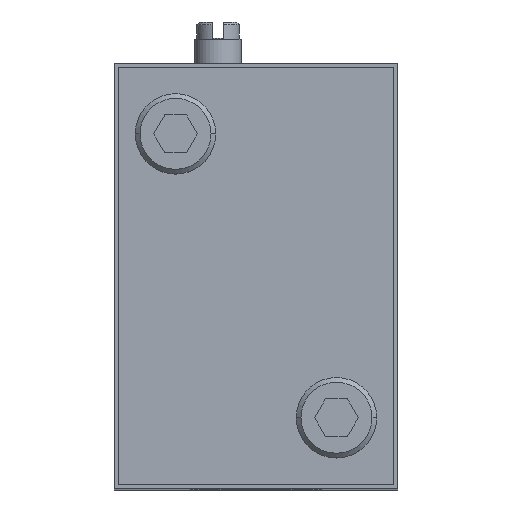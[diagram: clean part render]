
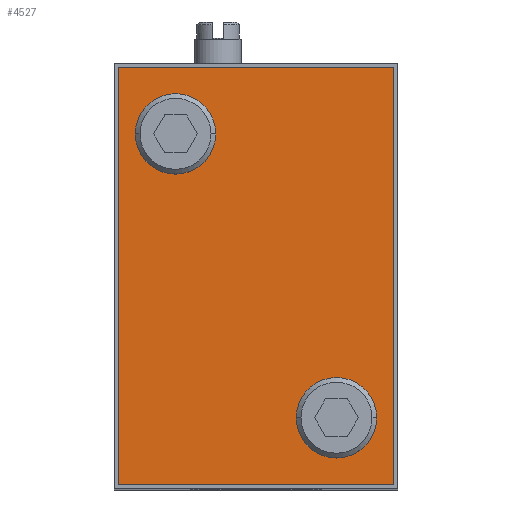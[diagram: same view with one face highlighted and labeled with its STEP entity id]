
A CAD part, top view. The second image highlights one B-rep face of the part: STEP entity #4527.
In plain terms, the highlighted face is planar.
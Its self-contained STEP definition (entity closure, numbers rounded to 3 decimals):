
#4364=CARTESIAN_POINT('',(8.5,15.,0.));
#4365=DIRECTION('',(0.,0.,-1.));
#4366=DIRECTION('',(1.,0.,0.));
#4367=AXIS2_PLACEMENT_3D('',#4364,#4365,#4366);
#4369=CARTESIAN_POINT('',(8.5,15.,0.));
#4370=DIRECTION('',(0.,0.,-1.));
#4371=DIRECTION('',(-1.,0.,0.));
#4372=AXIS2_PLACEMENT_3D('',#4369,#4370,#4371);
#4374=CARTESIAN_POINT('',(-8.5,-15.,0.));
#4375=DIRECTION('',(0.,0.,-1.));
#4376=DIRECTION('',(1.,0.,0.));
#4377=AXIS2_PLACEMENT_3D('',#4374,#4375,#4376);
#4379=CARTESIAN_POINT('',(-8.5,-15.,0.));
#4380=DIRECTION('',(0.,0.,-1.));
#4381=DIRECTION('',(-1.,0.,0.));
#4382=AXIS2_PLACEMENT_3D('',#4379,#4380,#4381);
#4384=DIRECTION('',(0.,-1.,0.));
#4385=VECTOR('',#4384,44.);
#4386=CARTESIAN_POINT('',(-14.5,22.,0.));
#4387=LINE('',#4386,#4385);
#4392=DIRECTION('',(-1.,0.,0.));
#4393=VECTOR('',#4392,29.);
#4394=CARTESIAN_POINT('',(14.5,22.,0.));
#4395=LINE('',#4394,#4393);
#4404=DIRECTION('',(0.,1.,0.));
#4405=VECTOR('',#4404,44.);
#4406=CARTESIAN_POINT('',(14.5,-22.,0.));
#4407=LINE('',#4406,#4405);
#4416=DIRECTION('',(1.,0.,0.));
#4417=VECTOR('',#4416,29.);
#4418=CARTESIAN_POINT('',(-14.5,-22.,0.));
#4419=LINE('',#4418,#4417);
#4468=CARTESIAN_POINT('',(-14.5,22.,0.));
#4469=CARTESIAN_POINT('',(-14.5,-22.,0.));
#4470=VERTEX_POINT('',#4468);
#4471=VERTEX_POINT('',#4469);
#4472=CARTESIAN_POINT('',(14.5,22.,0.));
#4473=VERTEX_POINT('',#4472);
#4474=CARTESIAN_POINT('',(14.5,-22.,0.));
#4475=VERTEX_POINT('',#4474);
#4477=CARTESIAN_POINT('',(5.75,15.,0.));
#4479=VERTEX_POINT('',#4477);
#4480=CARTESIAN_POINT('',(11.25,15.,0.));
#4482=VERTEX_POINT('',#4480);
#4493=CARTESIAN_POINT('',(-11.25,-15.,0.));
#4495=VERTEX_POINT('',#4493);
#4496=CARTESIAN_POINT('',(-5.75,-15.,0.));
#4498=VERTEX_POINT('',#4496);
#4500=CARTESIAN_POINT('',(0.,0.,0.));
#4501=DIRECTION('',(0.,0.,1.));
#4502=DIRECTION('',(1.,0.,0.));
#4503=AXIS2_PLACEMENT_3D('',#4500,#4501,#4502);
#4504=PLANE('',#4503);
#4506=ORIENTED_EDGE('',*,*,#4505,.T.);
#4508=ORIENTED_EDGE('',*,*,#4507,.T.);
#4510=ORIENTED_EDGE('',*,*,#4509,.T.);
#4512=ORIENTED_EDGE('',*,*,#4511,.T.);
#4513=EDGE_LOOP('',(#4506,#4508,#4510,#4512));
#4514=FACE_OUTER_BOUND('',#4513,.F.);
#4516=ORIENTED_EDGE('',*,*,#4515,.T.);
#4518=ORIENTED_EDGE('',*,*,#4517,.T.);
#4519=EDGE_LOOP('',(#4516,#4518));
#4520=FACE_BOUND('',#4519,.F.);
#4522=ORIENTED_EDGE('',*,*,#4521,.T.);
#4524=ORIENTED_EDGE('',*,*,#4523,.T.);
#4525=EDGE_LOOP('',(#4522,#4524));
#4526=FACE_BOUND('',#4525,.F.);
#4527=ADVANCED_FACE('',(#4514,#4520,#4526),#4504,.F.);
#4368=CIRCLE('',#4367,2.75);
#4373=CIRCLE('',#4372,2.75);
#4378=CIRCLE('',#4377,2.75);
#4383=CIRCLE('',#4382,2.75);
#4505=EDGE_CURVE('',#4470,#4471,#4387,.T.);
#4507=EDGE_CURVE('',#4471,#4475,#4419,.T.);
#4509=EDGE_CURVE('',#4475,#4473,#4407,.T.);
#4511=EDGE_CURVE('',#4473,#4470,#4395,.T.);
#4515=EDGE_CURVE('',#4482,#4479,#4368,.T.);
#4517=EDGE_CURVE('',#4479,#4482,#4373,.T.);
#4521=EDGE_CURVE('',#4498,#4495,#4378,.T.);
#4523=EDGE_CURVE('',#4495,#4498,#4383,.T.);
